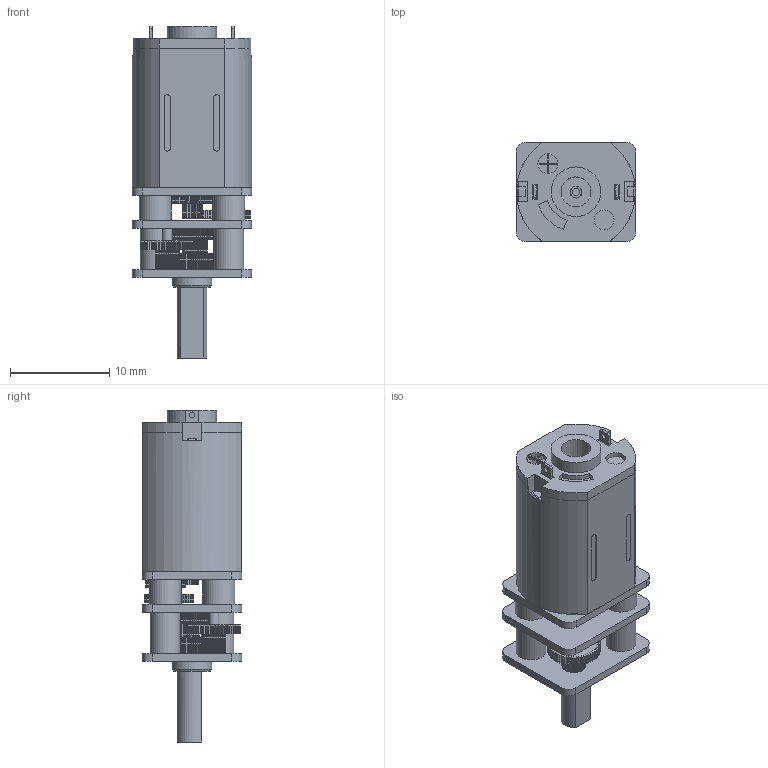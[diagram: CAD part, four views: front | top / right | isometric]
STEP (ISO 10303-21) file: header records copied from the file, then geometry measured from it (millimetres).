
FILE_DESCRIPTION(/* description */ (''),/* implementation_level */ '2;1');
FILE_NAME(/* name */ 'Brushed DC Motor v8.step',/* time_stamp */ '2021-10-05T10:03:11+02:00',/* author */ (''),/* organization */ (''),/* preprocessor_version */ 'ST-DEVELOPER v18.1',/* originating_system */ 'Autodesk Translation Framework v10.10.0.1391',/* authorisation */ '');
FILE_SCHEMA (('AUTOMOTIVE_DESIGN { 1 0 10303 214 3 1 1 }'));
Length unit declared in the file: millimetre
Products named in the file (2): Brushed DC Motor; GearBox
Assembly tree (1 placements, depth 2):
  Brushed DC Motor
    GearBox
Bounding box: 12 x 10 x 33.4 mm (x, y, z)
Volume: 698.4 mm3; surface area: 3053.3 mm2
Topology: 15 solids, 19 shells, 1509 faces, 4357 edges, 2907 vertices
Faces by surface type: plane 1431, cylinder 71, bspline 6, cone 1
Full cylindrical faces by diameter (mm): 0.6 x2, 0.75 x2, 1 x7, 1.2 x2, 2 x1, 3 x6, 3.2 x2, 4 x1, 5 x1
Entity records: 48796 total; most frequent: CARTESIAN_POINT 8824, ORIENTED_EDGE 8690, DIRECTION 7540, EDGE_CURVE 4357, LINE 4186, VECTOR 4186, VERTEX_POINT 2907, AXIS2_PLACEMENT_3D 1677
